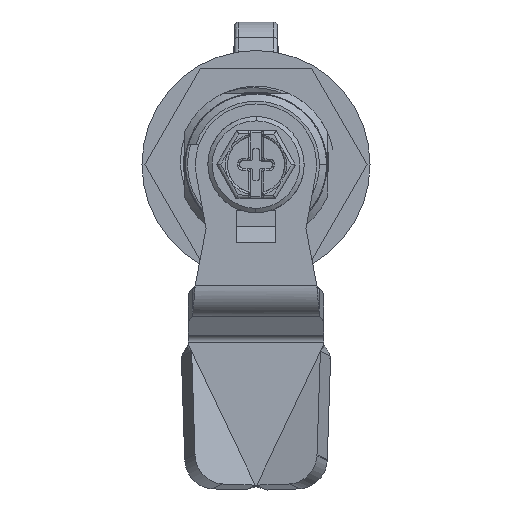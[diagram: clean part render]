
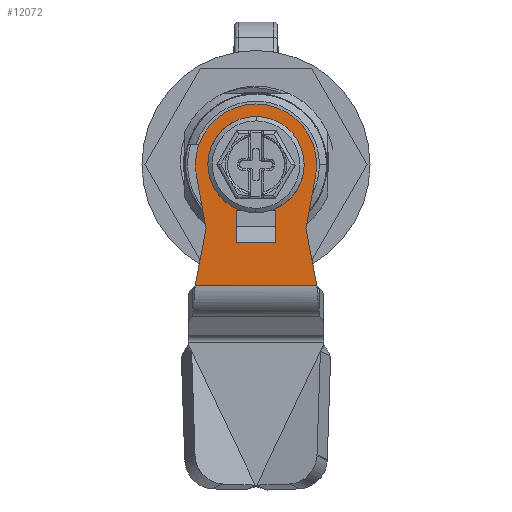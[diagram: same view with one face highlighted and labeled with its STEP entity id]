
A CAD part, front view. The second image highlights one B-rep face of the part: STEP entity #12072.
In plain terms, the highlighted planar face has unit normal (0, -1, 0).
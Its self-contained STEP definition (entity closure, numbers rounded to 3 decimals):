
#339 = AXIS2_PLACEMENT_3D ( 'NONE', #13085, #18894, #6659 ) ;
#852 = EDGE_CURVE ( 'NONE', #22997, #4790, #5091, .T. ) ;
#883 = ORIENTED_EDGE ( 'NONE', *, *, #13513, .T. ) ;
#985 = VECTOR ( 'NONE', #18023, 1000. ) ;
#1047 = EDGE_CURVE ( 'NONE', #8126, #25809, #16859, .T. ) ;
#1179 = EDGE_CURVE ( 'NONE', #10518, #8126, #19805, .T. ) ;
#1185 = ORIENTED_EDGE ( 'NONE', *, *, #7685, .T. ) ;
#1294 = CARTESIAN_POINT ( 'NONE',  ( 1.455, 5.65, -15.5 ) ) ;
#1543 = FACE_BOUND ( 'NONE', #11604, .T. ) ;
#1551 = VERTEX_POINT ( 'NONE', #19371 ) ;
#1751 = ORIENTED_EDGE ( 'NONE', *, *, #13630, .T. ) ;
#2540 = CARTESIAN_POINT ( 'NONE',  ( 14.044, 5.65, -2.55 ) ) ;
#2969 = LINE ( 'NONE', #12912, #17066 ) ;
#3021 = LINE ( 'NONE', #7450, #12680 ) ;
#3213 = VECTOR ( 'NONE', #9244, 1000. ) ;
#3222 = EDGE_CURVE ( 'NONE', #1551, #10518, #3021, .T. ) ;
#3372 = LINE ( 'NONE', #9280, #3571 ) ;
#3488 = LINE ( 'NONE', #20035, #19573 ) ;
#3571 = VECTOR ( 'NONE', #15597, 1000. ) ;
#4790 = VERTEX_POINT ( 'NONE', #15499 ) ;
#5091 = CIRCLE ( 'NONE', #8527, 8.5 ) ;
#5248 = ORIENTED_EDGE ( 'NONE', *, *, #10750, .T. ) ;
#5561 = DIRECTION ( 'NONE',  ( 0., 0., -1. ) ) ;
#5616 = ORIENTED_EDGE ( 'NONE', *, *, #3222, .T. ) ;
#5626 = CARTESIAN_POINT ( 'NONE',  ( 14.044, 5.65, 5.55 ) ) ;
#5716 = CARTESIAN_POINT ( 'NONE',  ( 7.194, 5.65, -5. ) ) ;
#6217 = CARTESIAN_POINT ( 'NONE',  ( 5.944, 5.65, 1.5 ) ) ;
#6659 = DIRECTION ( 'NONE',  ( 1., 0., 0. ) ) ;
#6663 = EDGE_CURVE ( 'NONE', #8987, #16135, #3488, .T. ) ;
#6813 = AXIS2_PLACEMENT_3D ( 'NONE', #14271, #18980, #22777 ) ;
#6968 = LINE ( 'NONE', #19072, #3213 ) ;
#7450 = CARTESIAN_POINT ( 'NONE',  ( 9.994, 5.65, 5.55 ) ) ;
#7564 = LINE ( 'NONE', #15241, #25297 ) ;
#7685 = EDGE_CURVE ( 'NONE', #11902, #8987, #2969, .T. ) ;
#7945 = ORIENTED_EDGE ( 'NONE', *, *, #19800, .T. ) ;
#8096 = CIRCLE ( 'NONE', #6813, 8.5 ) ;
#8119 = CARTESIAN_POINT ( 'NONE',  ( 18.494, 5.65, 1.5 ) ) ;
#8126 = VERTEX_POINT ( 'NONE', #2540 ) ;
#8192 = ORIENTED_EDGE ( 'NONE', *, *, #1179, .T. ) ;
#8309 = AXIS2_PLACEMENT_3D ( 'NONE', #13774, #21998, #9753 ) ;
#8421 = VERTEX_POINT ( 'NONE', #5716 ) ;
#8457 = CARTESIAN_POINT ( 'NONE',  ( 2.994, 5.65, -7.5 ) ) ;
#8527 = AXIS2_PLACEMENT_3D ( 'NONE', #24555, #18081, #9742 ) ;
#8763 = EDGE_CURVE ( 'NONE', #4790, #23235, #8096, .T. ) ;
#8838 = VERTEX_POINT ( 'NONE', #1294 ) ;
#8987 = VERTEX_POINT ( 'NONE', #26462 ) ;
#9136 = CARTESIAN_POINT ( 'NONE',  ( 16.994, 5.65, -7.5 ) ) ;
#9244 = DIRECTION ( 'NONE',  ( -0.189, 0., -0.982 ) ) ;
#9280 = CARTESIAN_POINT ( 'NONE',  ( 18.532, 5.65, -15.5 ) ) ;
#9312 = VECTOR ( 'NONE', #5561, 1000. ) ;
#9515 = ORIENTED_EDGE ( 'NONE', *, *, #1047, .T. ) ;
#9671 = CARTESIAN_POINT ( 'NONE',  ( 18.356, 5.65, -0.024 ) ) ;
#9742 = DIRECTION ( 'NONE',  ( 1., 0., 0. ) ) ;
#9753 = DIRECTION ( 'NONE',  ( 1., 0., 0. ) ) ;
#10166 = EDGE_LOOP ( 'NONE', ( #7945, #19165, #883, #14105, #5248, #10275, #12343, #18021 ) ) ;
#10275 = ORIENTED_EDGE ( 'NONE', *, *, #852, .T. ) ;
#10518 = VERTEX_POINT ( 'NONE', #5626 ) ;
#10750 = EDGE_CURVE ( 'NONE', #14926, #22997, #20966, .T. ) ;
#10770 = ORIENTED_EDGE ( 'NONE', *, *, #22190, .T. ) ;
#10784 = CARTESIAN_POINT ( 'NONE',  ( 1.632, 5.65, -0.024 ) ) ;
#10853 = VERTEX_POINT ( 'NONE', #22437 ) ;
#10924 = EDGE_CURVE ( 'NONE', #23235, #17466, #7564, .T. ) ;
#11208 = DIRECTION ( 'NONE',  ( 1., 0., 0. ) ) ;
#11604 = EDGE_LOOP ( 'NONE', ( #1185, #15158, #1751, #15982 ) ) ;
#11896 = FACE_OUTER_BOUND ( 'NONE', #10166, .T. ) ;
#11902 = VERTEX_POINT ( 'NONE', #17558 ) ;
#11908 = VECTOR ( 'NONE', #15057, 1000. ) ;
#12072 = ADVANCED_FACE ( 'NONE', ( #1543, #24026, #11896 ), #26441, .T. ) ;
#12343 = ORIENTED_EDGE ( 'NONE', *, *, #8763, .T. ) ;
#12509 = DIRECTION ( 'NONE',  ( 0., 0., 1. ) ) ;
#12680 = VECTOR ( 'NONE', #11208, 1000. ) ;
#12912 = CARTESIAN_POINT ( 'NONE',  ( 12.794, 5.65, 1.5 ) ) ;
#12954 = VECTOR ( 'NONE', #12509, 1000. ) ;
#13036 = LINE ( 'NONE', #9136, #11908 ) ;
#13085 = CARTESIAN_POINT ( 'NONE',  ( 9.994, 5.65, 1.5 ) ) ;
#13513 = EDGE_CURVE ( 'NONE', #10853, #18386, #3372, .T. ) ;
#13630 = EDGE_CURVE ( 'NONE', #16135, #8421, #16138, .T. ) ;
#13633 = EDGE_LOOP ( 'NONE', ( #9515, #10770, #5616, #8192 ) ) ;
#13744 = CARTESIAN_POINT ( 'NONE',  ( 7.194, 5.65, -9.4 ) ) ;
#13774 = CARTESIAN_POINT ( 'NONE',  ( 9.994, 5.65, 1.5 ) ) ;
#13975 = CARTESIAN_POINT ( 'NONE',  ( 7.194, 5.65, 1.5 ) ) ;
#14105 = ORIENTED_EDGE ( 'NONE', *, *, #17152, .T. ) ;
#14271 = CARTESIAN_POINT ( 'NONE',  ( 9.994, 5.65, 1.5 ) ) ;
#14578 = CARTESIAN_POINT ( 'NONE',  ( 9.994, 5.65, -2.55 ) ) ;
#14926 = VERTEX_POINT ( 'NONE', #9671 ) ;
#14938 = DIRECTION ( 'NONE',  ( 1., 0., 0. ) ) ;
#15057 = DIRECTION ( 'NONE',  ( 0.179, 0., 0.984 ) ) ;
#15063 = DIRECTION ( 'NONE',  ( 0., 0., -1. ) ) ;
#15158 = ORIENTED_EDGE ( 'NONE', *, *, #6663, .T. ) ;
#15241 = CARTESIAN_POINT ( 'NONE',  ( 1.632, 5.65, -0.024 ) ) ;
#15319 = VECTOR ( 'NONE', #22937, 1000. ) ;
#15499 = CARTESIAN_POINT ( 'NONE',  ( 1.494, 5.65, 1.5 ) ) ;
#15597 = DIRECTION ( 'NONE',  ( -0.189, 0., 0.982 ) ) ;
#15637 = DIRECTION ( 'NONE',  ( 0.179, 0., -0.984 ) ) ;
#15982 = ORIENTED_EDGE ( 'NONE', *, *, #19423, .T. ) ;
#16135 = VERTEX_POINT ( 'NONE', #13744 ) ;
#16138 = LINE ( 'NONE', #13975, #985 ) ;
#16424 = CARTESIAN_POINT ( 'NONE',  ( 16.994, 5.65, -7.5 ) ) ;
#16824 = LINE ( 'NONE', #18575, #18670 ) ;
#16859 = LINE ( 'NONE', #14578, #15319 ) ;
#16941 = CARTESIAN_POINT ( 'NONE',  ( 5.944, 5.65, -2.55 ) ) ;
#17066 = VECTOR ( 'NONE', #15063, 1000. ) ;
#17152 = EDGE_CURVE ( 'NONE', #18386, #14926, #13036, .T. ) ;
#17466 = VERTEX_POINT ( 'NONE', #8457 ) ;
#17558 = CARTESIAN_POINT ( 'NONE',  ( 12.794, 5.65, -5. ) ) ;
#17871 = DIRECTION ( 'NONE',  ( -1., 0., 0. ) ) ;
#18021 = ORIENTED_EDGE ( 'NONE', *, *, #10924, .T. ) ;
#18023 = DIRECTION ( 'NONE',  ( 0., 0., 1. ) ) ;
#18081 = DIRECTION ( 'NONE',  ( 0., -1., 0. ) ) ;
#18386 = VERTEX_POINT ( 'NONE', #16424 ) ;
#18575 = CARTESIAN_POINT ( 'NONE',  ( 9.994, 5.65, -5. ) ) ;
#18670 = VECTOR ( 'NONE', #14938, 1000. ) ;
#18894 = DIRECTION ( 'NONE',  ( 0., -1., 0. ) ) ;
#18980 = DIRECTION ( 'NONE',  ( 0., -1., 0. ) ) ;
#19072 = CARTESIAN_POINT ( 'NONE',  ( 2.994, 5.65, -7.5 ) ) ;
#19165 = ORIENTED_EDGE ( 'NONE', *, *, #26402, .T. ) ;
#19371 = CARTESIAN_POINT ( 'NONE',  ( 5.944, 5.65, 5.55 ) ) ;
#19411 = VECTOR ( 'NONE', #23502, 1000. ) ;
#19423 = EDGE_CURVE ( 'NONE', #8421, #11902, #16824, .T. ) ;
#19573 = VECTOR ( 'NONE', #17871, 1000. ) ;
#19800 = EDGE_CURVE ( 'NONE', #17466, #8838, #6968, .T. ) ;
#19805 = LINE ( 'NONE', #22367, #9312 ) ;
#20035 = CARTESIAN_POINT ( 'NONE',  ( 9.994, 5.65, -9.4 ) ) ;
#20966 = CIRCLE ( 'NONE', #339, 8.5 ) ;
#21998 = DIRECTION ( 'NONE',  ( 0., -1., 0. ) ) ;
#22190 = EDGE_CURVE ( 'NONE', #25809, #1551, #22357, .T. ) ;
#22357 = LINE ( 'NONE', #6217, #12954 ) ;
#22367 = CARTESIAN_POINT ( 'NONE',  ( 14.044, 5.65, 1.5 ) ) ;
#22437 = CARTESIAN_POINT ( 'NONE',  ( 18.532, 5.65, -15.5 ) ) ;
#22777 = DIRECTION ( 'NONE',  ( 1., 0., 0. ) ) ;
#22937 = DIRECTION ( 'NONE',  ( -1., 0., 0. ) ) ;
#22997 = VERTEX_POINT ( 'NONE', #8119 ) ;
#23235 = VERTEX_POINT ( 'NONE', #10784 ) ;
#23502 = DIRECTION ( 'NONE',  ( 1., 0., 0. ) ) ;
#24026 = FACE_BOUND ( 'NONE', #13633, .T. ) ;
#24555 = CARTESIAN_POINT ( 'NONE',  ( 9.994, 5.65, 1.5 ) ) ;
#25297 = VECTOR ( 'NONE', #15637, 1000. ) ;
#25389 = LINE ( 'NONE', #25653, #19411 ) ;
#25653 = CARTESIAN_POINT ( 'NONE',  ( 9.994, 5.65, -15.5 ) ) ;
#25809 = VERTEX_POINT ( 'NONE', #16941 ) ;
#26402 = EDGE_CURVE ( 'NONE', #8838, #10853, #25389, .T. ) ;
#26441 = PLANE ( 'NONE',  #8309 ) ;
#26462 = CARTESIAN_POINT ( 'NONE',  ( 12.794, 5.65, -9.4 ) ) ;
